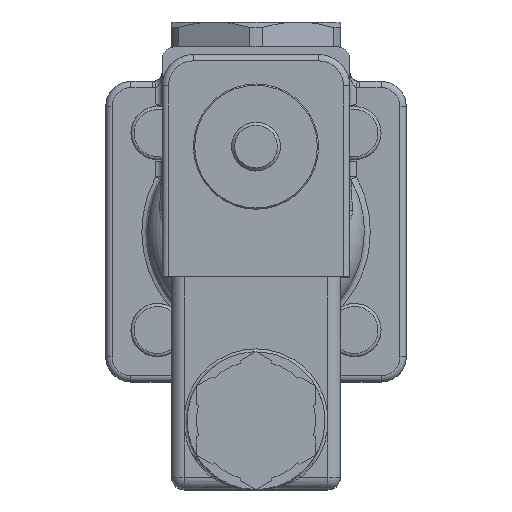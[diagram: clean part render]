
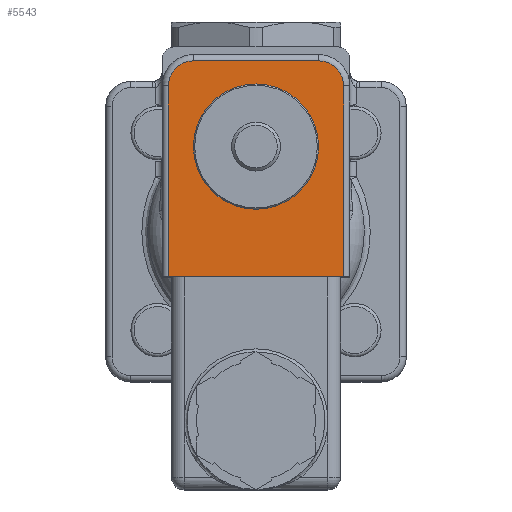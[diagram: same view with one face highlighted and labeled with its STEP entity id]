
A CAD part, top view. The second image highlights one B-rep face of the part: STEP entity #5543.
In plain terms, the highlighted planar face has unit normal (0, 0, 1).
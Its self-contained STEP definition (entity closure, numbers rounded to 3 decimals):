
#427=LINE('',#8451,#770);
#428=LINE('',#8453,#771);
#429=LINE('',#8455,#772);
#430=LINE('',#8459,#773);
#770=VECTOR('',#6777,30.5);
#771=VECTOR('',#6778,28.);
#772=VECTOR('',#6779,30.5);
#773=VECTOR('',#6782,20.);
#1047=PLANE('',#5948);
#1248=FACE_BOUND('',#1717,.T.);
#1348=FACE_OUTER_BOUND('',#1716,.T.);
#1716=EDGE_LOOP('',(#4020,#4021,#4022,#4023,#4024,#4025));
#1717=EDGE_LOOP('',(#4026));
#2081=CIRCLE('',#5949,4.);
#2082=CIRCLE('',#5950,4.);
#2083=CIRCLE('',#5951,9.8);
#2426=VERTEX_POINT('',#8449);
#2427=VERTEX_POINT('',#8450);
#2428=VERTEX_POINT('',#8452);
#2429=VERTEX_POINT('',#8454);
#2430=VERTEX_POINT('',#8456);
#2431=VERTEX_POINT('',#8458);
#2432=VERTEX_POINT('',#8461);
#3022=EDGE_CURVE('',#2426,#2427,#427,.T.);
#3023=EDGE_CURVE('',#2426,#2428,#428,.T.);
#3024=EDGE_CURVE('',#2429,#2428,#429,.T.);
#3025=EDGE_CURVE('',#2430,#2429,#2081,.T.);
#3026=EDGE_CURVE('',#2431,#2430,#430,.T.);
#3027=EDGE_CURVE('',#2427,#2431,#2082,.T.);
#3028=EDGE_CURVE('',#2432,#2432,#2083,.T.);
#4020=ORIENTED_EDGE('',*,*,#3022,.F.);
#4021=ORIENTED_EDGE('',*,*,#3023,.T.);
#4022=ORIENTED_EDGE('',*,*,#3024,.F.);
#4023=ORIENTED_EDGE('',*,*,#3025,.F.);
#4024=ORIENTED_EDGE('',*,*,#3026,.F.);
#4025=ORIENTED_EDGE('',*,*,#3027,.F.);
#4026=ORIENTED_EDGE('',*,*,#3028,.F.);
#5543=ADVANCED_FACE('',(#1348,#1248),#1047,.F.);
#5948=AXIS2_PLACEMENT_3D('',#8448,#6775,#6776);
#5949=AXIS2_PLACEMENT_3D('',#8457,#6780,#6781);
#5950=AXIS2_PLACEMENT_3D('',#8460,#6783,#6784);
#5951=AXIS2_PLACEMENT_3D('',#8462,#6785,#6786);
#6775=DIRECTION('center_axis',(0.,0.,
-1.));
#6776=DIRECTION('ref_axis',(0.,1.,0.));
#6777=DIRECTION('',(0.,1.,0.));
#6778=DIRECTION('',(1.,0.,0.));
#6779=DIRECTION('',(0.,-1.,0.));
#6780=DIRECTION('center_axis',(0.,0.,
-1.));
#6781=DIRECTION('ref_axis',(0.707,0.707,0.));
#6782=DIRECTION('',(1.,0.,0.));
#6783=DIRECTION('center_axis',(0.,0.,
-1.));
#6784=DIRECTION('ref_axis',(-0.707,0.707,0.));
#6785=DIRECTION('center_axis',(0.,0.,
1.));
#6786=DIRECTION('ref_axis',(-1.,0.,0.));
#8448=CARTESIAN_POINT('Origin',(0.,9.812,64.));
#8449=CARTESIAN_POINT('',(-14.,-7.3,64.));
#8450=CARTESIAN_POINT('',(-14.,23.2,64.));
#8451=CARTESIAN_POINT('',(-14.,16.506,64.));
#8452=CARTESIAN_POINT('',(14.,-7.3,64.));
#8453=CARTESIAN_POINT('',(-15.,-7.3,64.));
#8454=CARTESIAN_POINT('',(14.,23.2,64.));
#8455=CARTESIAN_POINT('',(14.,1.256,64.));
#8456=CARTESIAN_POINT('',(10.,27.2,64.));
#8457=CARTESIAN_POINT('Origin',(10.,23.2,64.));
#8458=CARTESIAN_POINT('',(-10.,27.2,64.));
#8459=CARTESIAN_POINT('',(5.,27.2,64.));
#8460=CARTESIAN_POINT('Origin',(-10.,23.2,64.));
#8461=CARTESIAN_POINT('',(9.8,13.5,64.));
#8462=CARTESIAN_POINT('Origin',(0.,13.5,64.));
